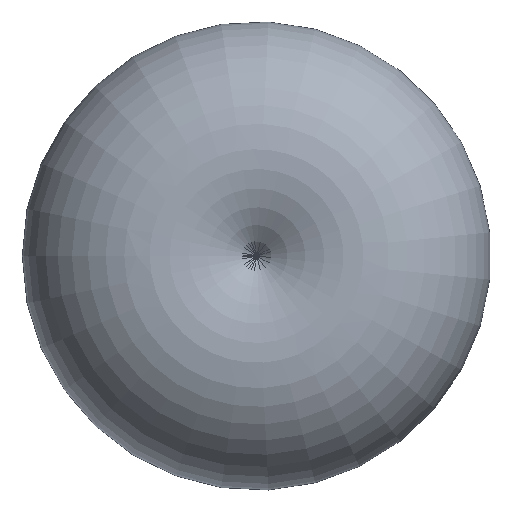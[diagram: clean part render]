
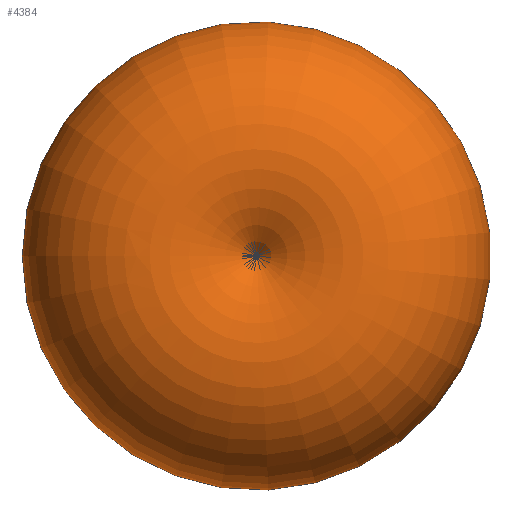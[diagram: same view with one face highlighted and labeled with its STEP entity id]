
A CAD part, left-side view. The second image highlights one B-rep face of the part: STEP entity #4384.
In plain terms, the highlighted toroidal (fillet/blend) face has major radius 103.415 mm and minor radius 143.514 mm.
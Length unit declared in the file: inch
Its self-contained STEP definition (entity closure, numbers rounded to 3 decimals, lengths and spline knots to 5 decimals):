
#927=DEGENERATE_TOROIDAL_SURFACE('',#4724,4.07144,5.65018,
 .F.);
#1555=CIRCLE('',#4720,5.65018);
#1556=CIRCLE('',#4722,5.65018);
#1679=B_SPLINE_CURVE_WITH_KNOTS('',3,(#7886,#7887,#7888,#7889,#7890,#7891,
#7892,#7893,#7894,#7895,#7896,#7897),.UNSPECIFIED.,.F.,.U.,(4,2,2,2,2,4),
(-11.51092,-10.40819,-8.64383,-6.28725,
-3.37016,0.),.UNSPECIFIED.);
#1684=B_SPLINE_CURVE_WITH_KNOTS('',3,(#8138,#8139,#8140,#8141,#8142,#8143,
#8144,#8145,#8146,#8147,#8148,#8149),.UNSPECIFIED.,.F.,.U.,(4,2,2,2,2,4),
(0.,1.10273,2.86709,5.22367,8.14076,
11.51092),.UNSPECIFIED.);
#1766=VERTEX_POINT('',#6717);
#1822=VERTEX_POINT('',#7704);
#1824=VERTEX_POINT('',#7785);
#1828=VERTEX_POINT('',#7872);
#2246=EDGE_CURVE('',#1824,#1828,#1679,.T.);
#2264=EDGE_CURVE('',#1822,#1766,#1684,.F.);
#2398=EDGE_CURVE('',#1828,#1822,#1555,.T.);
#2399=EDGE_CURVE('',#1766,#1824,#1556,.T.);
#3212=ORIENTED_EDGE('',*,*,#2246,.F.);
#3213=ORIENTED_EDGE('',*,*,#2399,.F.);
#3214=ORIENTED_EDGE('',*,*,#2264,.F.);
#3215=ORIENTED_EDGE('',*,*,#2398,.F.);
#3842=EDGE_LOOP('',(#3212,#3213,#3214,#3215));
#4114=FACE_BOUND('',#3842,.T.);
#4384=ADVANCED_FACE('',(#4114),#927,.T.);
#4720=AXIS2_PLACEMENT_3D('',#8944,#5379,#5380);
#4722=AXIS2_PLACEMENT_3D('',#8946,#5383,#5384);
#4724=AXIS2_PLACEMENT_3D('',#8950,#5388,$);
#5379=DIRECTION('',(0.,0.,-1.));
#5380=DIRECTION('',(-5.65,0.,0.));
#5383=DIRECTION('',(0.,0.,-1.));
#5384=DIRECTION('',(5.65,0.,0.));
#5388=DIRECTION('',(-1.,0.,0.));
#6717=CARTESIAN_POINT('',(0.71445,-1.53339,1.68898));
#7704=CARTESIAN_POINT('',(0.71445,1.53339,1.68898));
#7785=CARTESIAN_POINT('',(-0.71445,-1.53339,1.68898));
#7872=CARTESIAN_POINT('',(-0.71445,1.53339,1.68898));
#7886=CARTESIAN_POINT('',(-0.71445,-1.53339,1.68898));
#7887=CARTESIAN_POINT('',(-0.69809,-1.53547,1.84273));
#7888=CARTESIAN_POINT('',(-0.68145,-1.51387,1.99907));
#7889=CARTESIAN_POINT('',(-0.64038,-1.39859,2.38491));
#7890=CARTESIAN_POINT('',(-0.61689,-1.26809,2.6054));
#7891=CARTESIAN_POINT('',(-0.57309,-0.86443,3.01668));
#7892=CARTESIAN_POINT('',(-0.55605,-0.55196,3.17662));
#7893=CARTESIAN_POINT('',(-0.54456,0.18635,3.2845));
#7894=CARTESIAN_POINT('',(-0.55662,0.61476,3.17132));
#7895=CARTESIAN_POINT('',(-0.61433,1.31478,2.62948));
#7896=CARTESIAN_POINT('',(-0.66445,1.53976,2.15887));
#7897=CARTESIAN_POINT('',(-0.71445,1.53339,1.68898));
#8138=CARTESIAN_POINT('',(0.71445,-1.53339,1.68898));
#8139=CARTESIAN_POINT('',(0.69809,-1.53547,1.84273));
#8140=CARTESIAN_POINT('',(0.68145,-1.51387,1.99907));
#8141=CARTESIAN_POINT('',(0.64038,-1.39859,2.38491));
#8142=CARTESIAN_POINT('',(0.61689,-1.26809,2.6054));
#8143=CARTESIAN_POINT('',(0.57309,-0.86443,3.01668));
#8144=CARTESIAN_POINT('',(0.55605,-0.55196,3.17662));
#8145=CARTESIAN_POINT('',(0.54456,0.18635,3.2845));
#8146=CARTESIAN_POINT('',(0.55662,0.61476,3.17132));
#8147=CARTESIAN_POINT('',(0.61433,1.31478,2.62948));
#8148=CARTESIAN_POINT('',(0.66445,1.53976,2.15887));
#8149=CARTESIAN_POINT('',(0.71445,1.53339,1.68898));
#8944=CARTESIAN_POINT('',(0.,-4.07144,1.68898));
#8946=CARTESIAN_POINT('',(0.,4.07144,1.68898));
#8950=CARTESIAN_POINT('',(0.,0.,1.68898));
